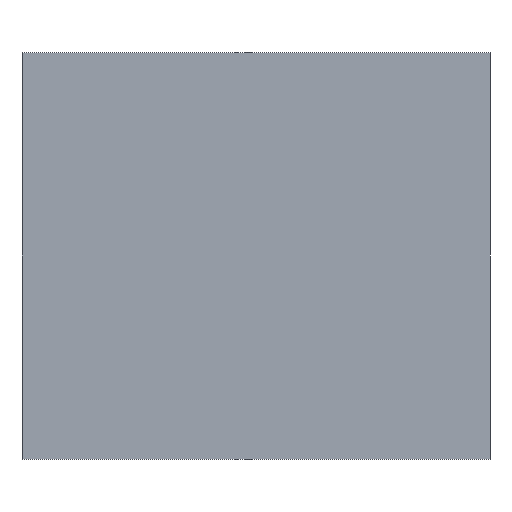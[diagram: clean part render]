
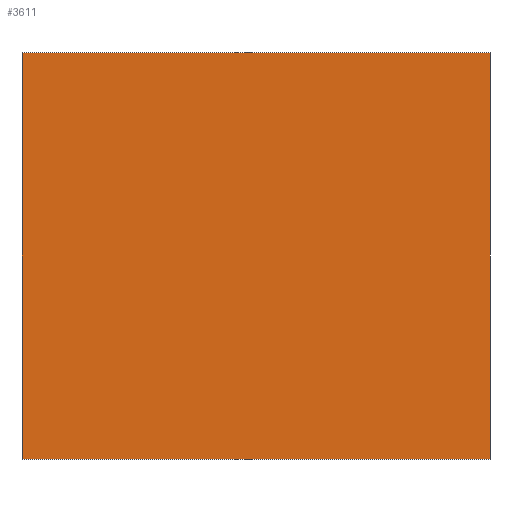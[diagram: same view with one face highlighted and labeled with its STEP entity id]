
A CAD part, front view. The second image highlights one B-rep face of the part: STEP entity #3611.
In plain terms, the highlighted planar face has unit normal (0, -1, 0).
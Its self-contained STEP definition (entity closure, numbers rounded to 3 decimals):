
#179=FACE_OUTER_BOUND('',#400,.T.);
#400=EDGE_LOOP('',(#2399,#2400,#2401,#2402));
#619=LINE('',#5216,#1065);
#622=LINE('',#5222,#1068);
#625=LINE('',#5228,#1071);
#628=LINE('',#5232,#1074);
#1065=VECTOR('',#4172,10.);
#1068=VECTOR('',#4177,10.);
#1071=VECTOR('',#4182,10.);
#1074=VECTOR('',#4187,10.);
#1511=VERTEX_POINT('',#5213);
#1512=VERTEX_POINT('',#5215);
#1514=VERTEX_POINT('',#5221);
#1516=VERTEX_POINT('',#5227);
#1859=EDGE_CURVE('',#1512,#1511,#619,.T.);
#1862=EDGE_CURVE('',#1514,#1512,#622,.T.);
#1865=EDGE_CURVE('',#1516,#1514,#625,.T.);
#1868=EDGE_CURVE('',#1511,#1516,#628,.T.);
#2399=ORIENTED_EDGE('',*,*,#1868,.T.);
#2400=ORIENTED_EDGE('',*,*,#1865,.T.);
#2401=ORIENTED_EDGE('',*,*,#1862,.T.);
#2402=ORIENTED_EDGE('',*,*,#1859,.T.);
#3428=PLANE('',#3874);
#3611=ADVANCED_FACE('',(#179),#3428,.T.);
#3874=AXIS2_PLACEMENT_3D('',#5234,#4190,#4191);
#4172=DIRECTION('',(1.,0.,0.));
#4177=DIRECTION('',(0.,0.,-1.));
#4182=DIRECTION('',(-1.,0.,0.));
#4187=DIRECTION('',(0.,0.,1.));
#4190=DIRECTION('center_axis',(0.,-1.,0.));
#4191=DIRECTION('ref_axis',(0.,0.,-1.));
#5213=CARTESIAN_POINT('',(400.,-20.,-347.5));
#5215=CARTESIAN_POINT('',(-400.,-20.,-347.5));
#5216=CARTESIAN_POINT('',(400.,-20.,-347.5));
#5221=CARTESIAN_POINT('',(-400.,-20.,347.5));
#5222=CARTESIAN_POINT('',(-400.,-20.,-347.5));
#5227=CARTESIAN_POINT('',(400.,-20.,347.5));
#5228=CARTESIAN_POINT('',(-400.,-20.,347.5));
#5232=CARTESIAN_POINT('',(400.,-20.,347.5));
#5234=CARTESIAN_POINT('Origin',(0.,-20.,0.));
